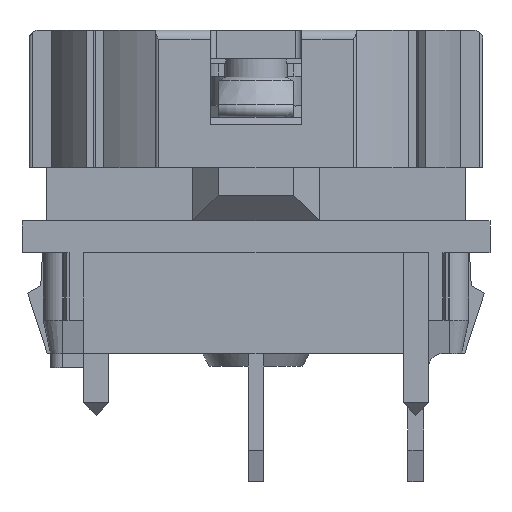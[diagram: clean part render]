
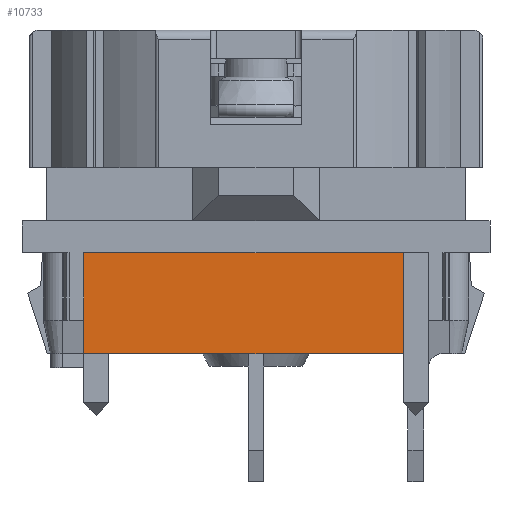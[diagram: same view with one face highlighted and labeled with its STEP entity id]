
A CAD part, front view. The second image highlights one B-rep face of the part: STEP entity #10733.
In plain terms, the highlighted planar face has unit normal (0, -1, 0).
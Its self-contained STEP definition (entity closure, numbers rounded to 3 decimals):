
#10390=CARTESIAN_POINT('',(5.45,-2.5,-7.85));
#10391=VERTEX_POINT('',#10390);
#10398=CARTESIAN_POINT('',(-5.45,-2.5,-7.85));
#10399=VERTEX_POINT('',#10398);
#10400=CARTESIAN_POINT('',(5.45,-2.5,-7.85));
#10401=DIRECTION('',(-1.0,0.0,0.0));
#10402=VECTOR('',#10401,1.0);
#10403=LINE('',#10400,#10402);
#10404=EDGE_CURVE('no 7670',#10391,#10399,#10403,.T.);
#10688=CARTESIAN_POINT('',(-5.45,-2.5,-4.65));
#10689=VERTEX_POINT('',#10688);
#10690=CARTESIAN_POINT('',(-5.45,-2.5,-7.85));
#10691=DIRECTION('',(0.0,0.0,1.0));
#10692=VECTOR('',#10691,1.0);
#10693=LINE('',#10690,#10692);
#10694=EDGE_CURVE('no 7669',#10399,#10689,#10693,.T.);
#10710=CARTESIAN_POINT('',(5.45,-2.5,-4.65));
#10711=VERTEX_POINT('',#10710);
#10712=CARTESIAN_POINT('',(5.45,-2.5,-4.65));
#10713=DIRECTION('',(-1.0,0.0,0.0));
#10714=VECTOR('',#10713,1.0);
#10715=LINE('',#10712,#10714);
#10716=EDGE_CURVE('no 7544',#10711,#10689,#10715,.T.);
#10717=ORIENTED_EDGE('',*,*,#10716,.T.);
#10718=ORIENTED_EDGE('',*,*,#10694,.F.);
#10719=ORIENTED_EDGE('',*,*,#10404,.F.);
#10720=CARTESIAN_POINT('',(5.45,-2.5,-7.85));
#10721=DIRECTION('',(0.0,0.0,1.0));
#10722=VECTOR('',#10721,1.0);
#10723=LINE('',#10720,#10722);
#10724=EDGE_CURVE('no 7550',#10391,#10711,#10723,.T.);
#10725=ORIENTED_EDGE('',*,*,#10724,.T.);
#10726=EDGE_LOOP('',(#10717,#10718,#10719,#10725));
#10727=FACE_OUTER_BOUND('',#10726,.T.);
#10728=CARTESIAN_POINT('',(5.45,-2.5,-7.85));
#10729=DIRECTION('',(0.0,1.0,0.0));
#10730=DIRECTION('',(-1.0,0.0,0.0));
#10731=AXIS2_PLACEMENT_3D('',#10728,#10729,#10730);
#10732=PLANE('',#10731);
#10733=ADVANCED_FACE('no 1927',(#10727),#10732,.F.);
